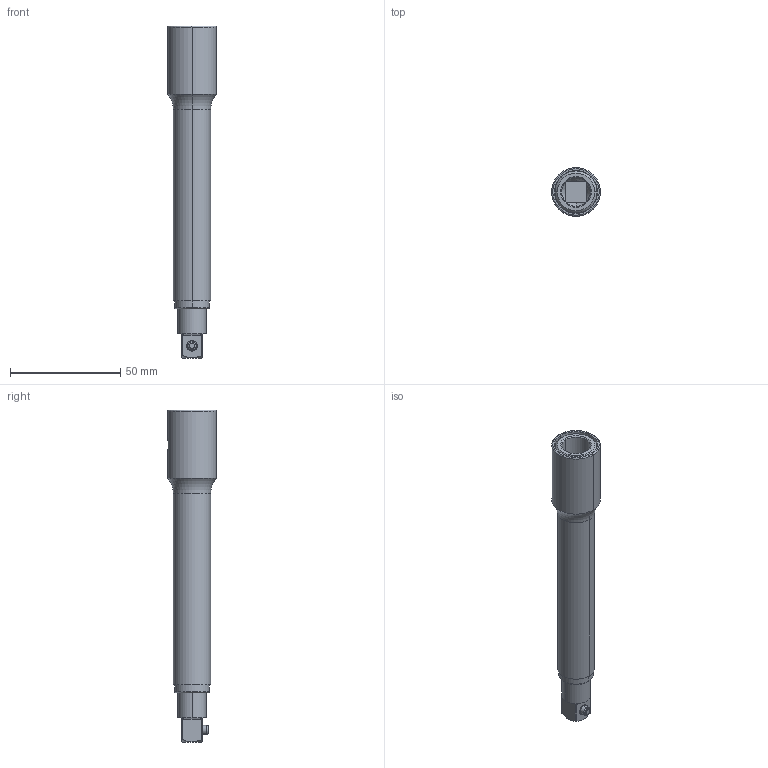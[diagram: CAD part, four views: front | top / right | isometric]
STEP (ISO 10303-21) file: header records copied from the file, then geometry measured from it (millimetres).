
FILE_DESCRIPTION((''),'2;1');
FILE_NAME('4027123474_ASM','2023-08-22T12:05:32',('A00565553'),(''),'CREO PARAMETRIC BY PTC INC, 2022414','CREO PARAMETRIC BY PTC INC, 2022414','');
FILE_SCHEMA(('CONFIG_CONTROL_DESIGN','GEOMETRIC_VALIDATION_PROPERTIES_MIM'));
Length unit declared in the file: millimetre
Products named in the file (7): 4027012230; 4027299507; 4027907143_OLD; IMPORTIERT1_; 4027901689_OLD; 4027901689_OLD_ASM; 4027123474_ASM
Assembly tree (6 placements, depth 3):
  4027123474_ASM
    4027012230
    4027299507
    4027907143_OLD
    4027901689_OLD_ASM
      IMPORTIERT1_
      4027901689_OLD
Bounding box: 22 x 22 x 150.3 mm (x, y, z)
Volume: 28302.6 mm3; surface area: 21330.3 mm2
Topology: 5 solids, 5 shells, 110 faces, 257 edges, 156 vertices
Faces by surface type: cylinder 50, plane 23, torus 19, cone 16, bspline 2
Entity records: 7404 total; most frequent: CARTESIAN_POINT 3765, DIRECTION 577, ORIENTED_EDGE 506, EDGE_CURVE 253, AXIS2_PLACEMENT_3D 247, PRESENTATION_STYLE_ASSIGNMENT 225, STYLED_ITEM 225, CURVE_STYLE 221
